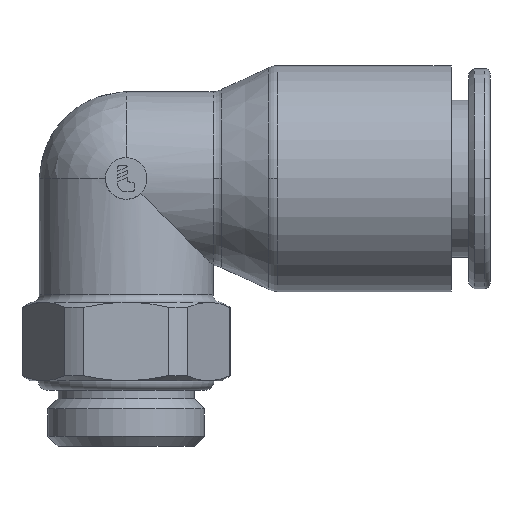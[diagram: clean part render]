
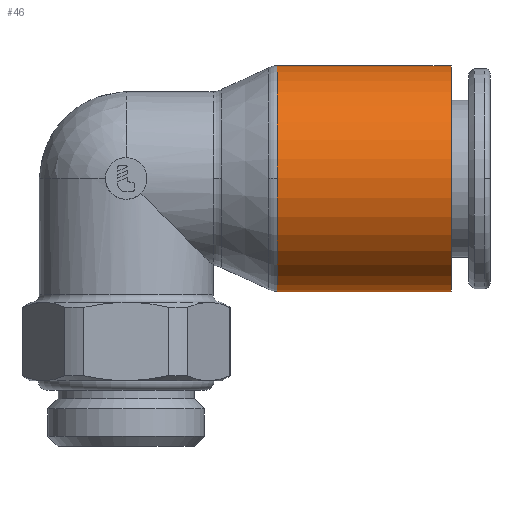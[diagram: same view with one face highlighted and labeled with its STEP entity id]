
A CAD part, top view. The second image highlights one B-rep face of the part: STEP entity #46.
In plain terms, the highlighted cylindrical face has radius 9.5 mm (diameter 19 mm), a partial arc.
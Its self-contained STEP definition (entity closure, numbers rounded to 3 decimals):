
#46=ADVANCED_FACE('',(#152),#153,.T.);
#152=FACE_OUTER_BOUND('',#374,.T.);
#153=CYLINDRICAL_SURFACE('',#375,9.5);
#374=EDGE_LOOP('',(#596,#597,#598,#599,#600));
#375=AXIS2_PLACEMENT_3D('',#601,#602,#603);
#596=ORIENTED_EDGE('',*,*,#1419,.F.);
#597=ORIENTED_EDGE('',*,*,#1420,.T.);
#598=ORIENTED_EDGE('',*,*,#1421,.T.);
#599=ORIENTED_EDGE('',*,*,#1422,.F.);
#600=ORIENTED_EDGE('',*,*,#1423,.F.);
#601=CARTESIAN_POINT('',(-7.3,0.0,0.0));
#602=DIRECTION('',(1.0,0.0,0.0));
#603=DIRECTION('',(0.0,1.0,0.0));
#1419=EDGE_CURVE('',#1673,#1674,#1675,.T.);
#1420=EDGE_CURVE('',#1673,#1676,#1677,.T.);
#1421=EDGE_CURVE('',#1676,#1678,#1679,.T.);
#1422=EDGE_CURVE('',#1680,#1678,#1681,.T.);
#1423=EDGE_CURVE('',#1674,#1680,#1682,.T.);
#1673=VERTEX_POINT('',#2088);
#1674=VERTEX_POINT('',#2089);
#1675=LINE('',#2090,#2091);
#1676=VERTEX_POINT('',#2092);
#1677=CIRCLE('',#2093,9.5);
#1678=VERTEX_POINT('',#2094);
#1679=CIRCLE('',#2095,9.5);
#1680=VERTEX_POINT('',#2096);
#1681=LINE('',#2097,#2098);
#1682=CIRCLE('',#2099,9.5);
#2088=CARTESIAN_POINT('',(-14.6,9.5,0.0));
#2089=CARTESIAN_POINT('',(0.,9.5,0.0));
#2090=CARTESIAN_POINT('',(-7.3,9.5,0.));
#2091=VECTOR('',#3087,1.0);
#2092=CARTESIAN_POINT('',(-14.6,0.,9.5));
#2093=AXIS2_PLACEMENT_3D('',#3088,#3089,#3090);
#2094=CARTESIAN_POINT('',(-14.6,-9.5,0.));
#2095=AXIS2_PLACEMENT_3D('',#3091,#3092,#3093);
#2096=CARTESIAN_POINT('',(0.,-9.5,0.));
#2097=CARTESIAN_POINT('',(-7.3,-9.5,0.));
#2098=VECTOR('',#3094,1.0);
#2099=AXIS2_PLACEMENT_3D('',#3095,#3096,#3097);
#3087=DIRECTION('',(1.0,0.0,0.0));
#3088=CARTESIAN_POINT('',(-14.6,0.0,0.0));
#3089=DIRECTION('',(1.0,0.0,0.0));
#3090=DIRECTION('',(0.0,1.0,0.0));
#3091=CARTESIAN_POINT('',(-14.6,0.0,0.0));
#3092=DIRECTION('',(1.0,0.0,0.0));
#3093=DIRECTION('',(0.0,1.0,0.0));
#3094=DIRECTION('',(-1.0,-0.0,-0.0));
#3095=CARTESIAN_POINT('',(0.,0.0,0.0));
#3096=DIRECTION('',(1.0,0.0,0.0));
#3097=DIRECTION('',(0.0,1.0,0.0));
